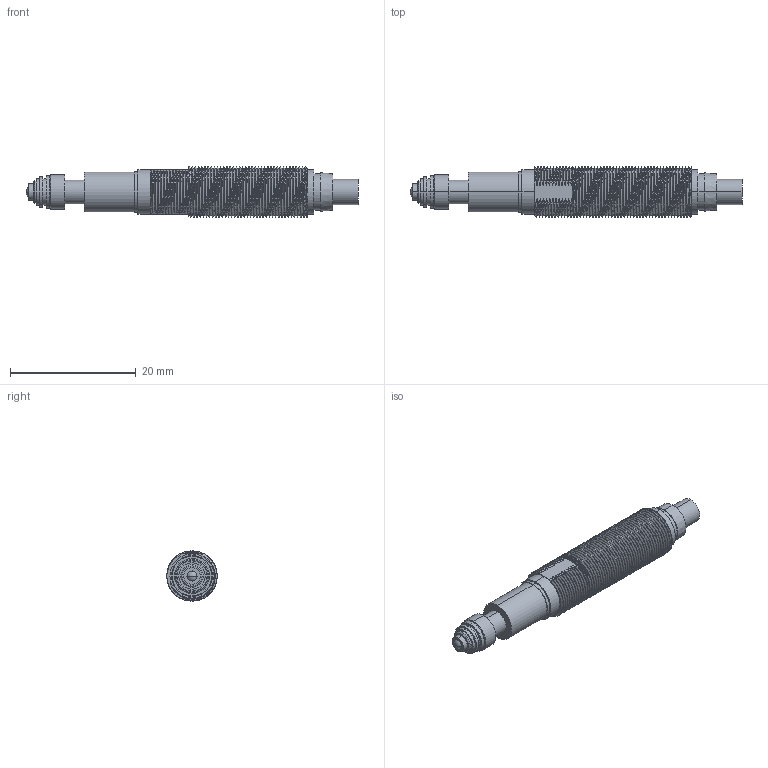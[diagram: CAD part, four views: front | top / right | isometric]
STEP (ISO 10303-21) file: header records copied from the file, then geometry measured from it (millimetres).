
FILE_DESCRIPTION (( 'STEP AP214' ), '1' );
FILE_NAME ('P085DB-AL.STEP', '2018-04-05T13:27:17', ( '' ), ( '' ), 'SwSTEP 2.0', 'SolidWorks 2017', '' );
FILE_SCHEMA (( 'AUTOMOTIVE_DESIGN' ));
Length unit declared in the file: inch
Products named in the file (1): P085DB-AL
Bounding box: 52.8 x 8 x 8 mm (x, y, z)
Volume: 1796.7 mm3; surface area: 1640.5 mm2
Topology: 1 solids, 1 shells, 234 faces, 644 edges, 427 vertices
Faces by surface type: cylinder 129, bspline 75, plane 22, cone 6, sphere 2
Entity records: 16569 total; most frequent: CARTESIAN_POINT 11859, ORIENTED_EDGE 1288, EDGE_CURVE 644, DIRECTION 628, VERTEX_POINT 427, EDGE_LOOP 249, ADVANCED_FACE 234, FACE_OUTER_BOUND 234
